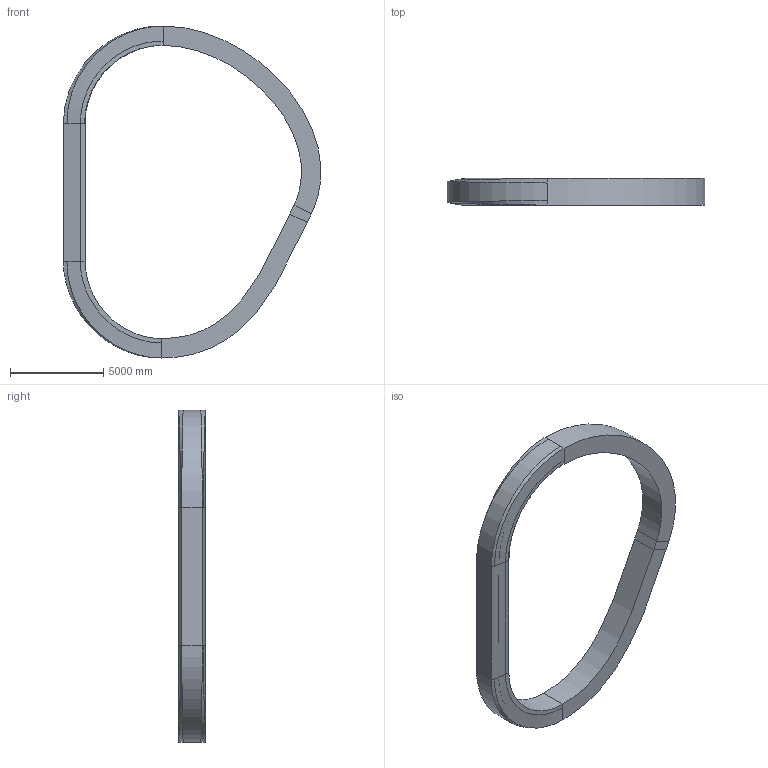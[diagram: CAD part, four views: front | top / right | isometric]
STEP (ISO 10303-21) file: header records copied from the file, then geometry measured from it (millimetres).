
FILE_DESCRIPTION(('Open CASCADE Model'),'2;1');
FILE_NAME('Open CASCADE Shape Model','2016-10-25T09:40:34',('Author'),( 'Open CASCADE'),'Open CASCADE STEP processor 6.9','Open CASCADE 6.9' ,'Unknown');
FILE_SCHEMA(('AUTOMOTIVE_DESIGN { 1 0 10303 214 1 1 1 1 }'));
Length unit declared in the file: metre
Products named in the file (3): Open CASCADE STEP translator 6.9 3; Open CASCADE STEP translator 6.9 3.1; Open CASCADE STEP translator 6.9 3.2
Assembly tree (2 placements, depth 2):
  Open CASCADE STEP translator 6.9 3
    Open CASCADE STEP translator 6.9 3.1
    Open CASCADE STEP translator 6.9 3.2
Bounding box: 13804.98 x 1443 x 17796.92 mm (x, y, z)
Volume: 71655931465.6 mm3; surface area: 583569351.3 mm2
Topology: 2 solids, 3 shells, 84 faces, 176 edges, 92 vertices
Faces by surface type: plane 50, bspline 34
Entity records: 6036 total; most frequent: CARTESIAN_POINT 3095, ORIENTED_EDGE 352, PCURVE 352, DEFINITIONAL_REPRESENTATION 352, B_SPLINE_CURVE_WITH_KNOTS 342, DIRECTION 292, LINE 186, VECTOR 186
